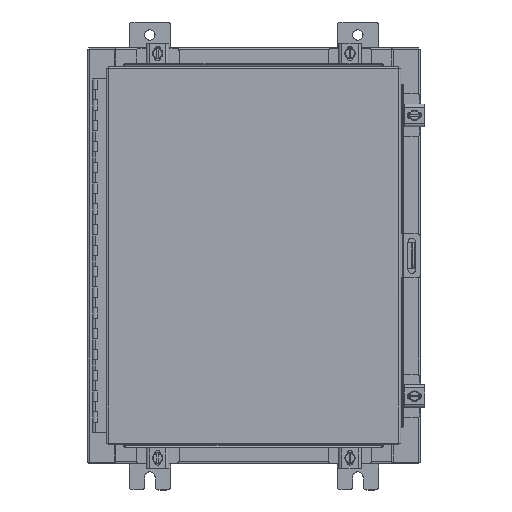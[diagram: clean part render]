
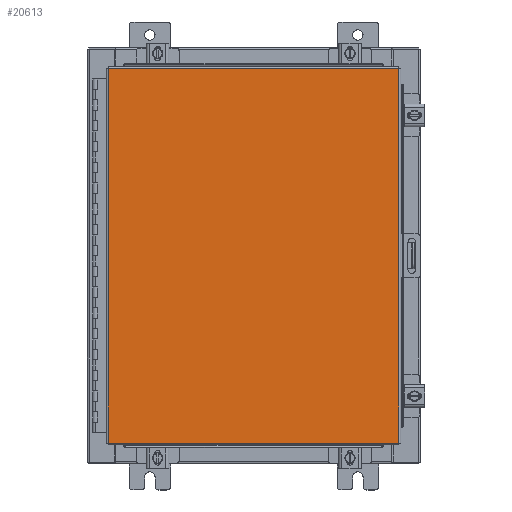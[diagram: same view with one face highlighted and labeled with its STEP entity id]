
A CAD part, top view. The second image highlights one B-rep face of the part: STEP entity #20613.
In plain terms, the highlighted planar face has unit normal (0, 0, 1).
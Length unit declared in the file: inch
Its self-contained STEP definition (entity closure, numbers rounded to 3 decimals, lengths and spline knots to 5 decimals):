
#723 = CARTESIAN_POINT ( 'NONE',  ( -6.9903, 9.0063, 0. ) ) ;
#937 = EDGE_CURVE ( 'NONE', #17913, #17019, #14030, .T. ) ;
#1619 = VECTOR ( 'NONE', #6151, 39.37008 ) ;
#2327 = VECTOR ( 'NONE', #19405, 39.37008 ) ;
#4274 = EDGE_CURVE ( 'NONE', #17019, #10643, #14393, .T. ) ;
#5417 = EDGE_LOOP ( 'NONE', ( #23693, #8818, #11234, #27475 ) ) ;
#5735 = CARTESIAN_POINT ( 'NONE',  ( -6.9903, -9.0063, 0. ) ) ;
#6151 = DIRECTION ( 'NONE',  ( -1., 0., 0. ) ) ;
#6221 = DIRECTION ( 'NONE',  ( 0., 1., 0. ) ) ;
#7714 = EDGE_CURVE ( 'NONE', #26542, #17913, #13670, .T. ) ;
#8734 = EDGE_CURVE ( 'NONE', #10643, #26542, #23678, .T. ) ;
#8818 = ORIENTED_EDGE ( 'NONE', *, *, #8734, .T. ) ;
#10643 = VERTEX_POINT ( 'NONE', #29064 ) ;
#10663 = CARTESIAN_POINT ( 'NONE',  ( 6.9903, 9.0063, 0. ) ) ;
#10740 = CARTESIAN_POINT ( 'NONE',  ( 6.9903, -9.0063, 0. ) ) ;
#11234 = ORIENTED_EDGE ( 'NONE', *, *, #7714, .T. ) ;
#12398 = CARTESIAN_POINT ( 'NONE',  ( -6.9903, 9.0063, 0. ) ) ;
#13315 = DIRECTION ( 'NONE',  ( -1., 0., 0. ) ) ;
#13555 = AXIS2_PLACEMENT_3D ( 'NONE', #26924, #27016, #13315 ) ;
#13670 = LINE ( 'NONE', #10663, #1619 ) ;
#14030 = LINE ( 'NONE', #723, #20132 ) ;
#14233 = CARTESIAN_POINT ( 'NONE',  ( 6.9903, 9.0063, 0. ) ) ;
#14393 = LINE ( 'NONE', #5735, #2327 ) ;
#16633 = DIRECTION ( 'NONE',  ( 0., -1., 0. ) ) ;
#17019 = VERTEX_POINT ( 'NONE', #23513 ) ;
#17913 = VERTEX_POINT ( 'NONE', #12398 ) ;
#19117 = FACE_OUTER_BOUND ( 'NONE', #5417, .T. ) ;
#19405 = DIRECTION ( 'NONE',  ( 1., 0., 0. ) ) ;
#20132 = VECTOR ( 'NONE', #16633, 39.37008 ) ;
#20141 = PLANE ( 'NONE',  #13555 ) ;
#20613 = ADVANCED_FACE ( 'NONE', ( #19117 ), #20141, .F. ) ;
#23513 = CARTESIAN_POINT ( 'NONE',  ( -6.9903, -9.0063, 0. ) ) ;
#23678 = LINE ( 'NONE', #10740, #28981 ) ;
#23693 = ORIENTED_EDGE ( 'NONE', *, *, #4274, .T. ) ;
#26542 = VERTEX_POINT ( 'NONE', #14233 ) ;
#26924 = CARTESIAN_POINT ( 'NONE',  ( 0., 0., 0. ) ) ;
#27016 = DIRECTION ( 'NONE',  ( 0., 0., -1. ) ) ;
#27475 = ORIENTED_EDGE ( 'NONE', *, *, #937, .T. ) ;
#28981 = VECTOR ( 'NONE', #6221, 39.37008 ) ;
#29064 = CARTESIAN_POINT ( 'NONE',  ( 6.9903, -9.0063, 0. ) ) ;
